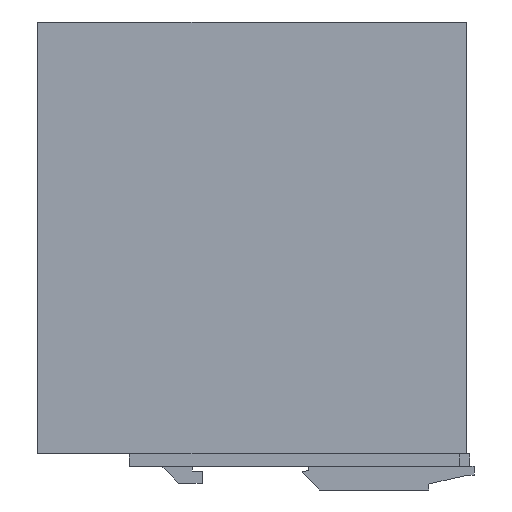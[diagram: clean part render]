
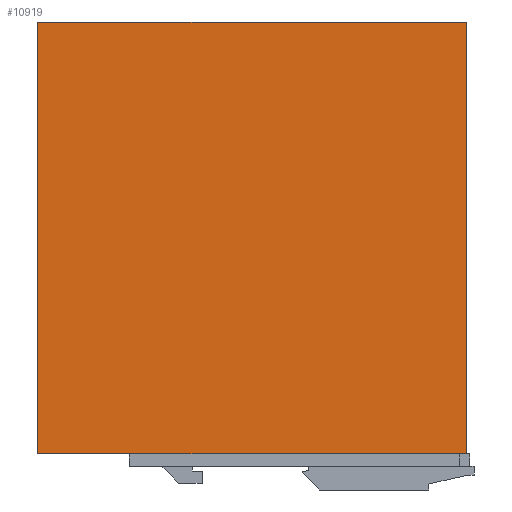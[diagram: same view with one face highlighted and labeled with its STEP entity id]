
A CAD part, left-side view. The second image highlights one B-rep face of the part: STEP entity #10919.
In plain terms, the highlighted planar face has unit normal (-1, 0, 0).
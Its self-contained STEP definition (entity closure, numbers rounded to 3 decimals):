
#67 = EDGE_CURVE ( 'NONE', #15695, #18788, #3651, .T. ) ;
#469 = CARTESIAN_POINT ( 'NONE',  ( -27.5, -63.5, 0. ) ) ;
#579 = DIRECTION ( 'NONE',  ( 0., 0., 1. ) ) ;
#1247 = VECTOR ( 'NONE', #7793, 1000. ) ;
#1280 = VERTEX_POINT ( 'NONE', #17362 ) ;
#1469 = VECTOR ( 'NONE', #4535, 1000. ) ;
#2240 = ORIENTED_EDGE ( 'NONE', *, *, #2351, .F. ) ;
#2251 = CARTESIAN_POINT ( 'NONE',  ( -27.5, 63.5, -127.9 ) ) ;
#2351 = EDGE_CURVE ( 'NONE', #14067, #1280, #17912, .T. ) ;
#2520 = DIRECTION ( 'NONE',  ( -1., 0., 0. ) ) ;
#3085 = CARTESIAN_POINT ( 'NONE',  ( -27.5, -63.5, -127.9 ) ) ;
#3579 = PLANE ( 'NONE',  #10185 ) ;
#3651 = LINE ( 'NONE', #17799, #1247 ) ;
#4478 = ORIENTED_EDGE ( 'NONE', *, *, #21320, .F. ) ;
#4535 = DIRECTION ( 'NONE',  ( 0., 1., 0. ) ) ;
#6906 = LINE ( 'NONE', #17673, #10364 ) ;
#6954 = EDGE_CURVE ( 'NONE', #1280, #15695, #6906, .T. ) ;
#7793 = DIRECTION ( 'NONE',  ( 0., 0., -1. ) ) ;
#8169 = CARTESIAN_POINT ( 'NONE',  ( -27.5, -63.5, -127.9 ) ) ;
#8525 = ORIENTED_EDGE ( 'NONE', *, *, #6954, .F. ) ;
#8792 = CARTESIAN_POINT ( 'NONE',  ( -27.5, 0., 0. ) ) ;
#9324 = EDGE_LOOP ( 'NONE', ( #4478, #20784, #8525, #2240 ) ) ;
#10185 = AXIS2_PLACEMENT_3D ( 'NONE', #8792, #2520, #579 ) ;
#10364 = VECTOR ( 'NONE', #19443, 1000. ) ;
#10530 = LINE ( 'NONE', #8169, #1469 ) ;
#10919 = ADVANCED_FACE ( 'NONE', ( #17683 ), #3579, .T. ) ;
#14067 = VERTEX_POINT ( 'NONE', #2251 ) ;
#15622 = DIRECTION ( 'NONE',  ( 0., 0., 1. ) ) ;
#15695 = VERTEX_POINT ( 'NONE', #469 ) ;
#17362 = CARTESIAN_POINT ( 'NONE',  ( -27.5, 63.5, 0. ) ) ;
#17570 = CARTESIAN_POINT ( 'NONE',  ( -27.5, 63.5, 0. ) ) ;
#17673 = CARTESIAN_POINT ( 'NONE',  ( -27.5, -63.5, 0. ) ) ;
#17683 = FACE_OUTER_BOUND ( 'NONE', #9324, .T. ) ;
#17799 = CARTESIAN_POINT ( 'NONE',  ( -27.5, -63.5, 0. ) ) ;
#17912 = LINE ( 'NONE', #17570, #21082 ) ;
#18788 = VERTEX_POINT ( 'NONE', #3085 ) ;
#19443 = DIRECTION ( 'NONE',  ( 0., -1., 0. ) ) ;
#20784 = ORIENTED_EDGE ( 'NONE', *, *, #67, .F. ) ;
#21082 = VECTOR ( 'NONE', #15622, 1000. ) ;
#21320 = EDGE_CURVE ( 'NONE', #18788, #14067, #10530, .T. ) ;
